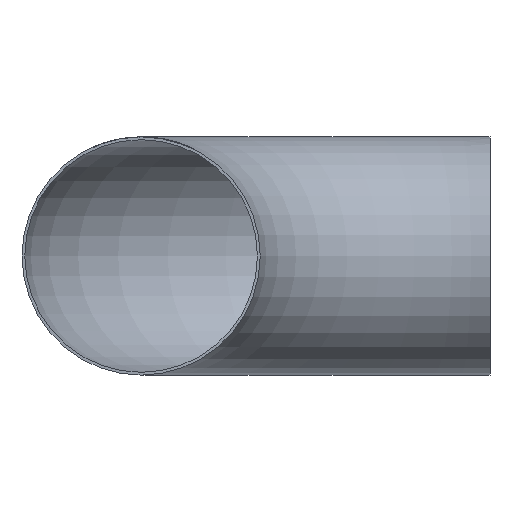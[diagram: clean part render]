
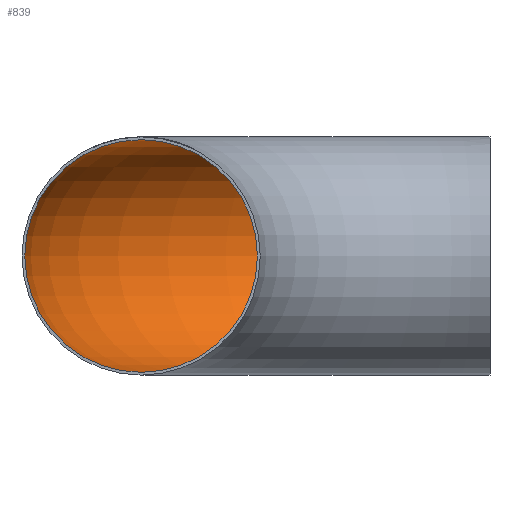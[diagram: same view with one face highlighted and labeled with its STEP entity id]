
A CAD part, front view. The second image highlights one B-rep face of the part: STEP entity #839.
In plain terms, the highlighted toroidal (fillet/blend) face has major radius 375 mm and minor radius 125 mm.
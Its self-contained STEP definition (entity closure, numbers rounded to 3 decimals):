
#182 = ORIENTED_EDGE ( 'NONE', *, *, #4503, .F. ) ;
#736 = CARTESIAN_POINT ( 'NONE',  ( 0., 500., 0. ) ) ;
#839 = ADVANCED_FACE ( 'NONE', ( #6968, #1412 ), #4670, .F. ) ;
#1058 = DIRECTION ( 'NONE',  ( 0., 0., -1. ) ) ;
#1412 = FACE_OUTER_BOUND ( 'NONE', #5866, .T. ) ;
#1708 = CIRCLE ( 'NONE', #5429, 125. ) ;
#2473 = DIRECTION ( 'NONE',  ( 0., 1., 0. ) ) ;
#3146 = DIRECTION ( 'NONE',  ( -1., 0., 0. ) ) ;
#3168 = DIRECTION ( 'NONE',  ( 1., 0., 0. ) ) ;
#3360 = CARTESIAN_POINT ( 'NONE',  ( -375., 0., 125. ) ) ;
#4062 = VERTEX_POINT ( 'NONE', #3360 ) ;
#4503 = EDGE_CURVE ( 'NONE', #4062, #4062, #1708, .T. ) ;
#4513 = CARTESIAN_POINT ( 'NONE',  ( 0., 0., 0. ) ) ;
#4670 = TOROIDAL_SURFACE ( 'NONE', #8170, 375., 125. ) ;
#5429 = AXIS2_PLACEMENT_3D ( 'NONE', #6153, #6851, #5523 ) ;
#5523 = DIRECTION ( 'NONE',  ( 0., 0., 1. ) ) ;
#5866 = EDGE_LOOP ( 'NONE', ( #182 ) ) ;
#5993 = CARTESIAN_POINT ( 'NONE',  ( 0., 375., 0. ) ) ;
#6153 = CARTESIAN_POINT ( 'NONE',  ( -375., 0., 0. ) ) ;
#6851 = DIRECTION ( 'NONE',  ( 0., 1., 0. ) ) ;
#6968 = FACE_OUTER_BOUND ( 'NONE', #7848, .T. ) ;
#7848 = EDGE_LOOP ( 'NONE', ( #7910 ) ) ;
#7910 = ORIENTED_EDGE ( 'NONE', *, *, #8789, .T. ) ;
#8114 = AXIS2_PLACEMENT_3D ( 'NONE', #5993, #3168, #2473 ) ;
#8170 = AXIS2_PLACEMENT_3D ( 'NONE', #4513, #1058, #3146 ) ;
#8789 = EDGE_CURVE ( 'NONE', #8831, #8831, #8838, .T. ) ;
#8831 = VERTEX_POINT ( 'NONE', #736 ) ;
#8838 = CIRCLE ( 'NONE', #8114, 125. ) ;
